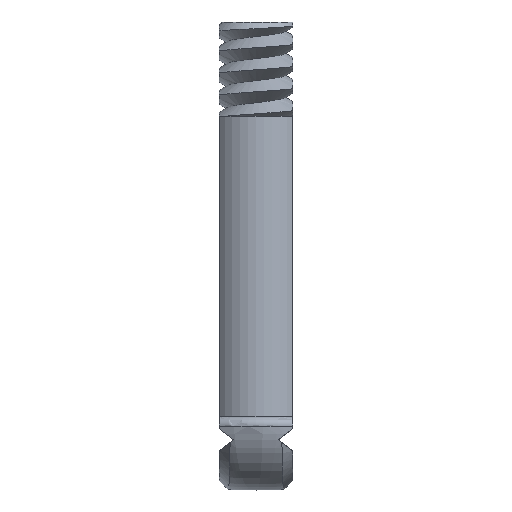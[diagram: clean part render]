
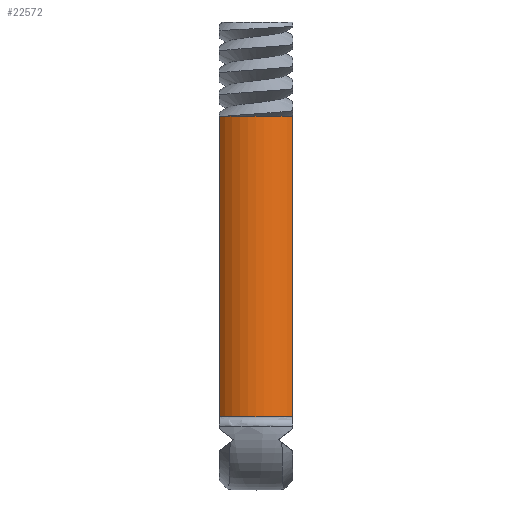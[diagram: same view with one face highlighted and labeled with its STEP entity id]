
A CAD part, left-side view. The second image highlights one B-rep face of the part: STEP entity #22572.
In plain terms, the highlighted cylindrical face has radius 3.35 mm (diameter 6.7 mm), a partial arc.
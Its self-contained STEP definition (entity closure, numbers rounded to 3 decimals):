
#5492 = PLANE('',#5493);
#5493 = AXIS2_PLACEMENT_3D('',#5494,#5495,#5496);
#5494 = CARTESIAN_POINT('',(-12.5,-2.5,200.));
#5495 = DIRECTION('',(0.,1.,0.));
#5496 = DIRECTION('',(-1.,0.,0.));
#6281 = PLANE('',#6282);
#6282 = AXIS2_PLACEMENT_3D('',#6283,#6284,#6285);
#6283 = CARTESIAN_POINT('',(-12.5,2.5,200.));
#6284 = DIRECTION('',(0.,-1.,0.));
#6285 = DIRECTION('',(1.,0.,0.));
#7724 = PLANE('',#7725);
#7725 = AXIS2_PLACEMENT_3D('',#7726,#7727,#7728);
#7726 = CARTESIAN_POINT('',(0.,0.,
    20.475));
#7727 = DIRECTION('',(0.,0.,-1.));
#7728 = DIRECTION('',(1.,0.,0.));
#7939 = VERTEX_POINT('',#7940);
#7940 = CARTESIAN_POINT('',(-2.23,-2.5,20.475));
#7963 = EDGE_CURVE('',#7939,#7964,#7966,.T.);
#7964 = VERTEX_POINT('',#7965);
#7965 = CARTESIAN_POINT('',(-2.23,-2.5,0.));
#7966 = SURFACE_CURVE('',#7967,(#7971,#7978),.PCURVE_S1.);
#7967 = LINE('',#7968,#7969);
#7968 = CARTESIAN_POINT('',(-2.23,-2.5,20.475));
#7969 = VECTOR('',#7970,1.);
#7970 = DIRECTION('',(0.,0.,-1.));
#7971 = PCURVE('',#5492,#7972);
#7972 = DEFINITIONAL_REPRESENTATION('',(#7973),#7977);
#7973 = LINE('',#7974,#7975);
#7974 = CARTESIAN_POINT('',(-10.27,-179.525));
#7975 = VECTOR('',#7976,1.);
#7976 = DIRECTION('',(0.,-1.));
#7977 = ( GEOMETRIC_REPRESENTATION_CONTEXT(2) 
PARAMETRIC_REPRESENTATION_CONTEXT() REPRESENTATION_CONTEXT('2D SPACE',''
  ) );
#7978 = PCURVE('',#7979,#7984);
#7979 = CYLINDRICAL_SURFACE('',#7980,3.35);
#7980 = AXIS2_PLACEMENT_3D('',#7981,#7982,#7983);
#7981 = CARTESIAN_POINT('',(0.,0.,
    20.475));
#7982 = DIRECTION('',(0.,0.,-1.));
#7983 = DIRECTION('',(1.,0.,0.));
#7984 = DEFINITIONAL_REPRESENTATION('',(#7985),#7989);
#7985 = LINE('',#7986,#7987);
#7986 = CARTESIAN_POINT('',(2.299,0.));
#7987 = VECTOR('',#7988,1.);
#7988 = DIRECTION('',(0.,1.));
#7989 = ( GEOMETRIC_REPRESENTATION_CONTEXT(2) 
PARAMETRIC_REPRESENTATION_CONTEXT() REPRESENTATION_CONTEXT('2D SPACE',''
  ) );
#8007 = PLANE('',#8008);
#8008 = AXIS2_PLACEMENT_3D('',#8009,#8010,#8011);
#8009 = CARTESIAN_POINT('',(0.,0.,
    0.));
#8010 = DIRECTION('',(0.,0.,-1.));
#8011 = DIRECTION('',(1.,0.,0.));
#21345 = VERTEX_POINT('',#21346);
#21346 = CARTESIAN_POINT('',(-2.23,2.5,20.475));
#21367 = EDGE_CURVE('',#21345,#21368,#21370,.T.);
#21368 = VERTEX_POINT('',#21369);
#21369 = CARTESIAN_POINT('',(-2.23,2.5,0.));
#21370 = SURFACE_CURVE('',#21371,(#21375,#21382),.PCURVE_S1.);
#21371 = LINE('',#21372,#21373);
#21372 = CARTESIAN_POINT('',(-2.23,2.5,20.475));
#21373 = VECTOR('',#21374,1.);
#21374 = DIRECTION('',(0.,0.,-1.));
#21375 = PCURVE('',#6281,#21376);
#21376 = DEFINITIONAL_REPRESENTATION('',(#21377),#21381);
#21377 = LINE('',#21378,#21379);
#21378 = CARTESIAN_POINT('',(10.27,-179.525));
#21379 = VECTOR('',#21380,1.);
#21380 = DIRECTION('',(0.,-1.));
#21381 = ( GEOMETRIC_REPRESENTATION_CONTEXT(2) 
PARAMETRIC_REPRESENTATION_CONTEXT() REPRESENTATION_CONTEXT('2D SPACE',''
  ) );
#21382 = PCURVE('',#7979,#21383);
#21383 = DEFINITIONAL_REPRESENTATION('',(#21384),#21388);
#21384 = LINE('',#21385,#21386);
#21385 = CARTESIAN_POINT('',(3.984,0.));
#21386 = VECTOR('',#21387,1.);
#21387 = DIRECTION('',(0.,1.));
#21388 = ( GEOMETRIC_REPRESENTATION_CONTEXT(2) 
PARAMETRIC_REPRESENTATION_CONTEXT() REPRESENTATION_CONTEXT('2D SPACE',''
  ) );
#22543 = EDGE_CURVE('',#7939,#21345,#22544,.T.);
#22544 = SURFACE_CURVE('',#22545,(#22550,#22557),.PCURVE_S1.);
#22545 = CIRCLE('',#22546,3.35);
#22546 = AXIS2_PLACEMENT_3D('',#22547,#22548,#22549);
#22547 = CARTESIAN_POINT('',(0.,0.,
    20.475));
#22548 = DIRECTION('',(0.,0.,-1.));
#22549 = DIRECTION('',(1.,0.,0.));
#22550 = PCURVE('',#7724,#22551);
#22551 = DEFINITIONAL_REPRESENTATION('',(#22552),#22556);
#22552 = CIRCLE('',#22553,3.35);
#22553 = AXIS2_PLACEMENT_2D('',#22554,#22555);
#22554 = CARTESIAN_POINT('',(0.,0.));
#22555 = DIRECTION('',(1.,0.));
#22556 = ( GEOMETRIC_REPRESENTATION_CONTEXT(2) 
PARAMETRIC_REPRESENTATION_CONTEXT() REPRESENTATION_CONTEXT('2D SPACE',''
  ) );
#22557 = PCURVE('',#7979,#22558);
#22558 = DEFINITIONAL_REPRESENTATION('',(#22559),#22563);
#22559 = LINE('',#22560,#22561);
#22560 = CARTESIAN_POINT('',(0.,0.));
#22561 = VECTOR('',#22562,1.);
#22562 = DIRECTION('',(1.,0.));
#22563 = ( GEOMETRIC_REPRESENTATION_CONTEXT(2) 
PARAMETRIC_REPRESENTATION_CONTEXT() REPRESENTATION_CONTEXT('2D SPACE',''
  ) );
#22572 = ADVANCED_FACE('',(#22573),#7979,.T.);
#22573 = FACE_BOUND('',#22574,.T.);
#22574 = EDGE_LOOP('',(#22575,#22576,#22577,#22578));
#22575 = ORIENTED_EDGE('',*,*,#7963,.F.);
#22576 = ORIENTED_EDGE('',*,*,#22543,.T.);
#22577 = ORIENTED_EDGE('',*,*,#21367,.T.);
#22578 = ORIENTED_EDGE('',*,*,#22579,.F.);
#22579 = EDGE_CURVE('',#7964,#21368,#22580,.T.);
#22580 = SURFACE_CURVE('',#22581,(#22586,#22593),.PCURVE_S1.);
#22581 = CIRCLE('',#22582,3.35);
#22582 = AXIS2_PLACEMENT_3D('',#22583,#22584,#22585);
#22583 = CARTESIAN_POINT('',(0.,0.,
    0.));
#22584 = DIRECTION('',(0.,0.,-1.));
#22585 = DIRECTION('',(1.,0.,0.));
#22586 = PCURVE('',#7979,#22587);
#22587 = DEFINITIONAL_REPRESENTATION('',(#22588),#22592);
#22588 = LINE('',#22589,#22590);
#22589 = CARTESIAN_POINT('',(0.,20.475));
#22590 = VECTOR('',#22591,1.);
#22591 = DIRECTION('',(1.,0.));
#22592 = ( GEOMETRIC_REPRESENTATION_CONTEXT(2) 
PARAMETRIC_REPRESENTATION_CONTEXT() REPRESENTATION_CONTEXT('2D SPACE',''
  ) );
#22593 = PCURVE('',#8007,#22594);
#22594 = DEFINITIONAL_REPRESENTATION('',(#22595),#22599);
#22595 = CIRCLE('',#22596,3.35);
#22596 = AXIS2_PLACEMENT_2D('',#22597,#22598);
#22597 = CARTESIAN_POINT('',(0.,0.));
#22598 = DIRECTION('',(1.,0.));
#22599 = ( GEOMETRIC_REPRESENTATION_CONTEXT(2) 
PARAMETRIC_REPRESENTATION_CONTEXT() REPRESENTATION_CONTEXT('2D SPACE',''
  ) );
